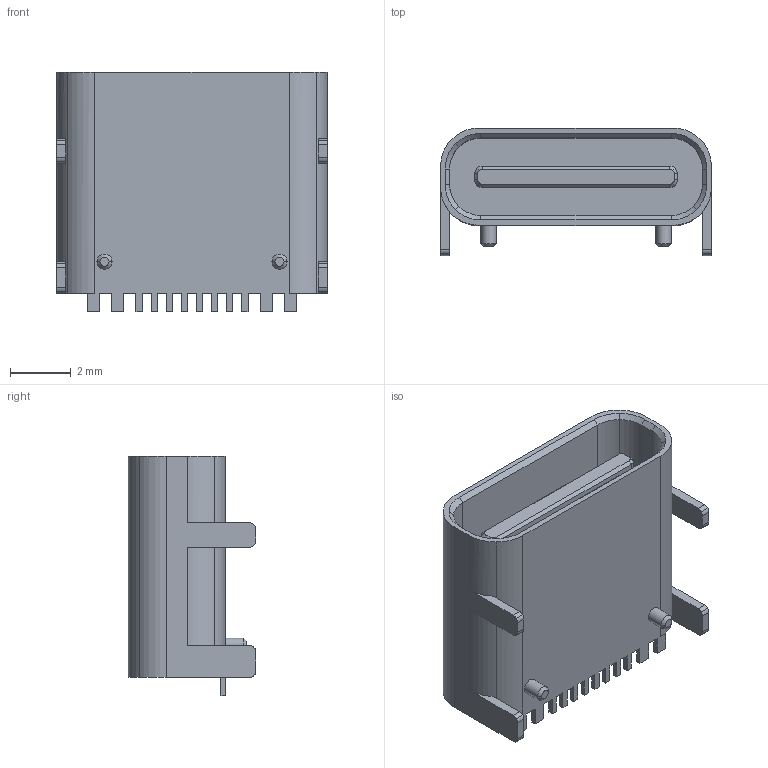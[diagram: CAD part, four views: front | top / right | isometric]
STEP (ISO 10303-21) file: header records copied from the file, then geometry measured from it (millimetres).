
FILE_DESCRIPTION (( 'STEP AP214' ), '1' );
FILE_NAME ('TYPE-C-31-M-12.step', '2021-11-25T07:10:51', ( '' ), ( '' ), 'SwSTEP 2.0', 'SolidWorks 2021', '' );
FILE_SCHEMA (( 'AUTOMOTIVE_DESIGN' ));
Length unit declared in the file: millimetre
Products named in the file (1): TYPE-C-31-M-12
Bounding box: 8.94 x 4.21 x 7.9 mm (x, y, z)
Volume: 98.3 mm3; surface area: 442.3 mm2
Topology: 1 solids, 1 shells, 168 faces, 456 edges, 294 vertices
Faces by surface type: plane 104, cylinder 44, cone 20
Entity records: 6209 total; most frequent: CARTESIAN_POINT 919, DIRECTION 916, ORIENTED_EDGE 912, EDGE_CURVE 456, VECTOR 334, LINE 334, VERTEX_POINT 294, AXIS2_PLACEMENT_3D 291
